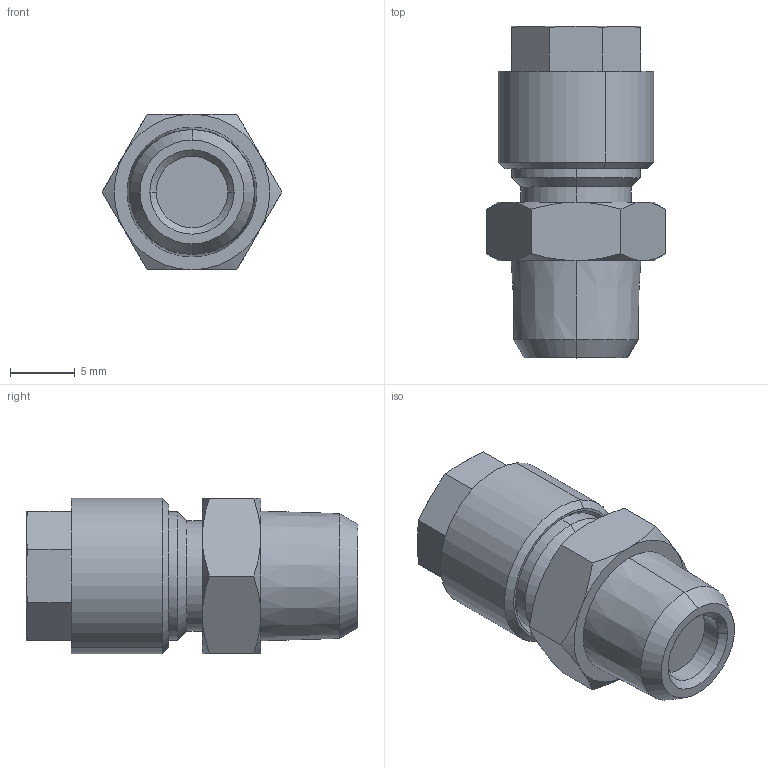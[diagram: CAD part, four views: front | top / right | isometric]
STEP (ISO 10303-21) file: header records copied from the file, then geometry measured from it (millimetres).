
FILE_DESCRIPTION (( 'STEP AP214' ), '1' );
FILE_NAME ('0100000003.step', '2012-09-28T13:16:48', ( '' ), ( '' ), 'SwSTEP 2.0', 'SolidWorks 2012', '' );
FILE_SCHEMA (( 'AUTOMOTIVE_DESIGN' ));
Length unit declared in the file: millimetre
Products named in the file (1): 0100000003
Bounding box: 13.86 x 25.6 x 12 mm (x, y, z)
Volume: 2310 mm3; surface area: 1401 mm2
Topology: 1 solids, 3 shells, 81 faces, 172 edges, 103 vertices
Faces by surface type: cone 35, plane 26, cylinder 16, torus 4
Entity records: 2287 total; most frequent: CARTESIAN_POINT 525, DIRECTION 375, ORIENTED_EDGE 344, EDGE_CURVE 172, AXIS2_PLACEMENT_3D 161, VERTEX_POINT 103, EDGE_LOOP 89, ADVANCED_FACE 81
